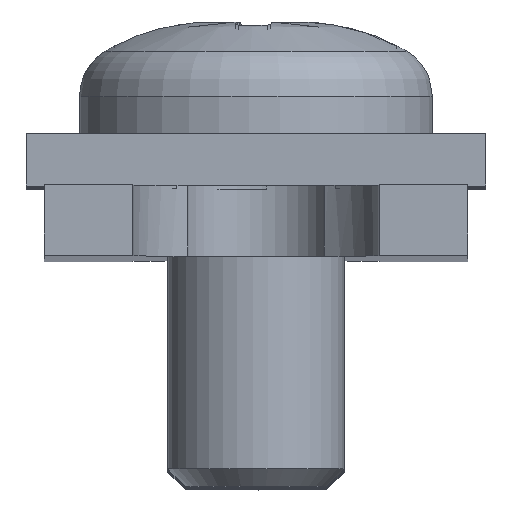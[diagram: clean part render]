
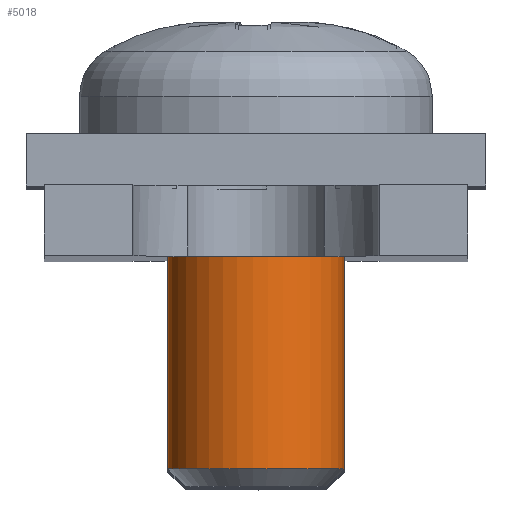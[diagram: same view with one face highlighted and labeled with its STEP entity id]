
A CAD part, top view. The second image highlights one B-rep face of the part: STEP entity #5018.
In plain terms, the highlighted cylindrical face has radius 2.5 mm (diameter 5 mm), a full revolution.
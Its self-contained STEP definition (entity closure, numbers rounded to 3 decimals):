
#394=FACE_BOUND('',#957,.T.);
#626=FACE_OUTER_BOUND('',#956,.T.);
#956=EDGE_LOOP('',(#4558));
#957=EDGE_LOOP('',(#4559));
#2258=CIRCLE('',#5356,2.5);
#2259=CIRCLE('',#5358,2.5);
#2654=VERTEX_POINT('',#7930);
#2655=VERTEX_POINT('',#7933);
#3297=EDGE_CURVE('',#2654,#2654,#2258,.T.);
#3298=EDGE_CURVE('',#2655,#2655,#2259,.T.);
#4558=ORIENTED_EDGE('',*,*,#3297,.T.);
#4559=ORIENTED_EDGE('',*,*,#3298,.F.);
#4788=CYLINDRICAL_SURFACE('',#5357,2.5);
#5018=ADVANCED_FACE('',(#626,#394),#4788,.T.);
#5356=AXIS2_PLACEMENT_3D('',#7931,#6522,#6523);
#5357=AXIS2_PLACEMENT_3D('',#7932,#6524,#6525);
#5358=AXIS2_PLACEMENT_3D('',#7934,#6526,#6527);
#6522=DIRECTION('center_axis',(-1.,0.,0.));
#6523=DIRECTION('ref_axis',(0.,0.,1.));
#6524=DIRECTION('center_axis',(-1.,0.,0.));
#6525=DIRECTION('ref_axis',(0.,0.,1.));
#6526=DIRECTION('center_axis',(-1.,0.,0.));
#6527=DIRECTION('ref_axis',(0.,0.,1.));
#7930=CARTESIAN_POINT('',(-0.5,0.,2.5));
#7931=CARTESIAN_POINT('Origin',(-0.5,0.,0.));
#7932=CARTESIAN_POINT('Origin',(-13.,0.,0.));
#7933=CARTESIAN_POINT('',(-8.6,0.,2.5));
#7934=CARTESIAN_POINT('Origin',(-8.6,0.,0.));
